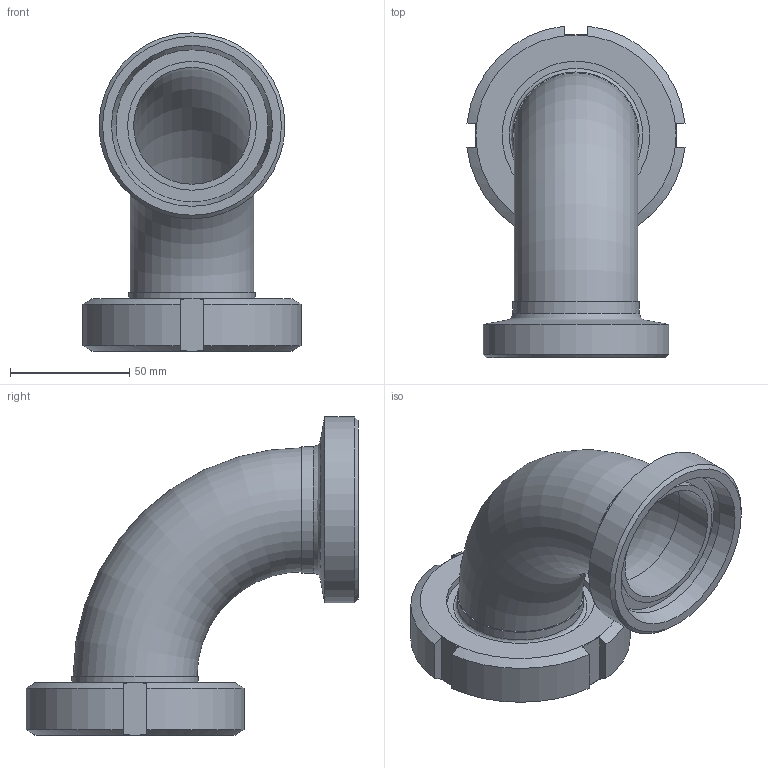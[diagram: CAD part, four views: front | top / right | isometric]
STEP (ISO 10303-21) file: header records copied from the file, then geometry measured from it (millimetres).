
FILE_DESCRIPTION((''),'2;1');
FILE_NAME('35600050X.stp','2010-08-13T11:18:11',('thilbrands'),(''),'Autodesk Inventor 2008','Autodesk Inventor 2008','');
FILE_SCHEMA(('AUTOMOTIVE_DESIGN { 1 0 10303 214 1 1 1 1 }'));
Length unit declared in the file: millimetre
Products named in the file (5): 356000101; 322000101-DN50; 113040101-DN50; 114040101-DN50; 110000106-DN50
Assembly tree (4 placements, depth 2):
  356000101
    322000101-DN50
    113040101-DN50
    114040101-DN50
    110000106-DN50
Bounding box: 91.45 x 139.23 x 133.5 mm (x, y, z)
Volume: 123217.2 mm3; surface area: 77683.9 mm2
Topology: 4 solids, 4 shells, 57 faces, 117 edges, 72 vertices
Faces by surface type: plane 24, cone 15, cylinder 14, torus 2, bspline 2
Full cylindrical faces by diameter (mm): 49 x2, 53 x2, 54 x1, 62 x1, 63.8 x1, 74.19 x1, 78 x1, 78.4 x1
Entity records: 1596 total; most frequent: CARTESIAN_POINT 386, DIRECTION 240, ORIENTED_EDGE 192, AXIS2_PLACEMENT_3D 112, EDGE_CURVE 96, EDGE_LOOP 90, VERTEX_POINT 72, FACE_OUTER_BOUND 57
